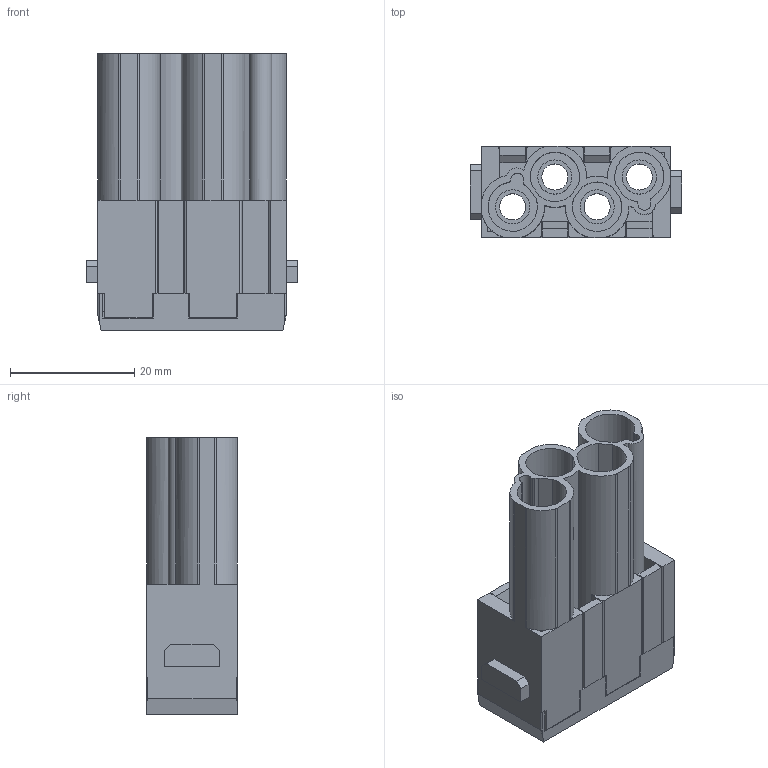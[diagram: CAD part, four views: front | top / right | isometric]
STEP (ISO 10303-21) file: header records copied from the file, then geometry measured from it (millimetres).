
FILE_DESCRIPTION(/* description */ (''),/* implementation_level */ '2;1');
FILE_NAME(/* name */ 'HMK-004-MC.stp',/* time_stamp */ '2023-02-08T23:34:50+08:00',/* author */ (''),/* organization */ (''),/* preprocessor_version */ 'ST-DEVELOPER v16',/* originating_system */ 'SIEMENS PLM Software NX 10.0',/* authorisation */ '');
FILE_SCHEMA (('AUTOMOTIVE_DESIGN { 1 0 10303 214 3 1 1 1 }'));
Length unit declared in the file: millimetre
Products named in the file (1): Admi0A2C26ACro8z
Bounding box: 34 x 14.6 x 44.6 mm (x, y, z)
Volume: 8863.3 mm3; surface area: 12820.2 mm2
Topology: 1 solids, 1 shells, 371 faces, 1061 edges, 680 vertices
Faces by surface type: plane 267, cylinder 84, cone 20
Full cylindrical faces by diameter (mm): 4.2 x4, 5.5 x4, 6.3 x4, 6.7 x4
Entity records: 12195 total; most frequent: CARTESIAN_POINT 2817, ORIENTED_EDGE 2068, DIRECTION 1769, EDGE_CURVE 1034, VERTEX_POINT 673, AXIS2_PLACEMENT_3D 597, LINE 575, VECTOR 575
